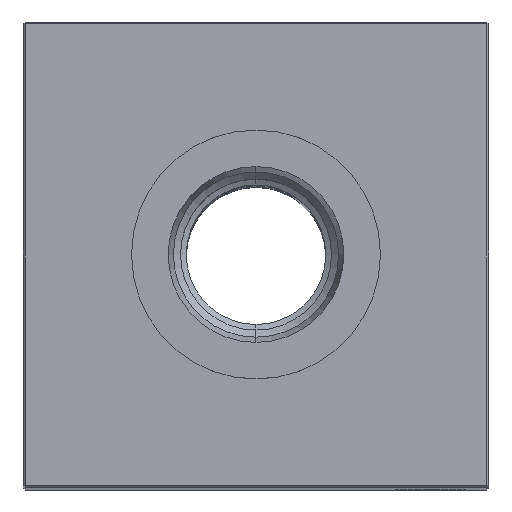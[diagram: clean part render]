
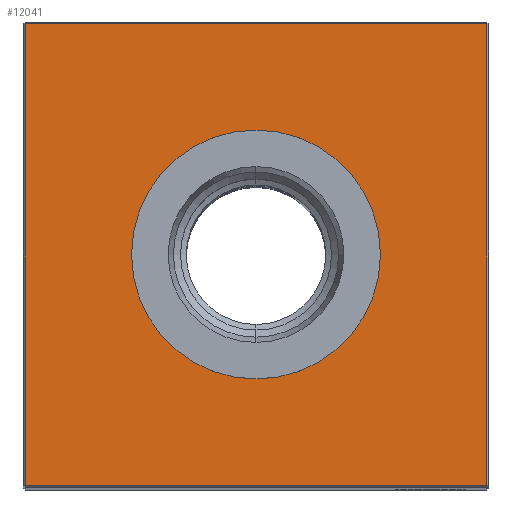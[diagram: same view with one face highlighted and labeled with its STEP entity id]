
A CAD part, top view. The second image highlights one B-rep face of the part: STEP entity #12041.
In plain terms, the highlighted planar face has unit normal (0, 0, 1).
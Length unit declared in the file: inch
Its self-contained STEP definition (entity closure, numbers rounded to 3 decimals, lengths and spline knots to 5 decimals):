
#639 = CARTESIAN_POINT ( 'NONE',  ( 1.24, 0., 9.25 ) ) ;
#783 = EDGE_CURVE ( 'NONE', #15168, #27288, #25931, .T. ) ;
#1064 = DIRECTION ( 'NONE',  ( 0., 0., -1. ) ) ;
#1657 = VECTOR ( 'NONE', #26046, 39.37008 ) ;
#2358 = ORIENTED_EDGE ( 'NONE', *, *, #16430, .T. ) ;
#2412 = CIRCLE ( 'NONE', #18618, 0.66929 ) ;
#2482 = DIRECTION ( 'NONE',  ( -1., 0., 0. ) ) ;
#3120 = DIRECTION ( 'NONE',  ( -1., 0., 0. ) ) ;
#3551 = EDGE_CURVE ( 'NONE', #27288, #15168, #2412, .T. ) ;
#3854 = FACE_BOUND ( 'NONE', #15862, .T. ) ;
#4673 = LINE ( 'NONE', #22053, #27830 ) ;
#4971 = EDGE_CURVE ( 'NONE', #20421, #20311, #19549, .T. ) ;
#5461 = VERTEX_POINT ( 'NONE', #20815 ) ;
#5704 = DIRECTION ( 'NONE',  ( -1., 0., 0. ) ) ;
#7912 = EDGE_CURVE ( 'NONE', #5461, #24326, #4673, .T. ) ;
#8845 = EDGE_LOOP ( 'NONE', ( #2358, #14497, #19168, #13746 ) ) ;
#9457 = CARTESIAN_POINT ( 'NONE',  ( -1.24, 1.24, 9.25 ) ) ;
#9940 = FACE_OUTER_BOUND ( 'NONE', #8845, .T. ) ;
#10785 = CARTESIAN_POINT ( 'NONE',  ( -1.24, 0., 9.25 ) ) ;
#10879 = CARTESIAN_POINT ( 'NONE',  ( 0., -0.66929, 9.25 ) ) ;
#10945 = DIRECTION ( 'NONE',  ( 0., 0., -1. ) ) ;
#11313 = AXIS2_PLACEMENT_3D ( 'NONE', #20945, #1064, #5704 ) ;
#11338 = LINE ( 'NONE', #639, #24588 ) ;
#12041 = ADVANCED_FACE ( 'NONE', ( #9940, #3854 ), #14160, .F. ) ;
#12896 = LINE ( 'NONE', #10785, #14651 ) ;
#13320 = DIRECTION ( 'NONE',  ( 0., 1., 0. ) ) ;
#13746 = ORIENTED_EDGE ( 'NONE', *, *, #7912, .T. ) ;
#13773 = AXIS2_PLACEMENT_3D ( 'NONE', #26189, #10945, #2482 ) ;
#14160 = PLANE ( 'NONE',  #11313 ) ;
#14370 = DIRECTION ( 'NONE',  ( -1., 0., 0. ) ) ;
#14463 = CARTESIAN_POINT ( 'NONE',  ( 1.24, -1.24, 9.25 ) ) ;
#14497 = ORIENTED_EDGE ( 'NONE', *, *, #4971, .T. ) ;
#14651 = VECTOR ( 'NONE', #23919, 39.37008 ) ;
#15168 = VERTEX_POINT ( 'NONE', #10879 ) ;
#15862 = EDGE_LOOP ( 'NONE', ( #16487, #26801 ) ) ;
#16430 = EDGE_CURVE ( 'NONE', #24326, #20421, #12896, .T. ) ;
#16457 = EDGE_CURVE ( 'NONE', #20311, #5461, #11338, .T. ) ;
#16487 = ORIENTED_EDGE ( 'NONE', *, *, #3551, .T. ) ;
#17422 = CARTESIAN_POINT ( 'NONE',  ( 0., -1.24, 9.25 ) ) ;
#18425 = CARTESIAN_POINT ( 'NONE',  ( -1.24, -1.24, 9.25 ) ) ;
#18618 = AXIS2_PLACEMENT_3D ( 'NONE', #18882, #25524, #14370 ) ;
#18882 = CARTESIAN_POINT ( 'NONE',  ( 0., 0., 9.25 ) ) ;
#19168 = ORIENTED_EDGE ( 'NONE', *, *, #16457, .T. ) ;
#19549 = LINE ( 'NONE', #17422, #1657 ) ;
#20311 = VERTEX_POINT ( 'NONE', #14463 ) ;
#20421 = VERTEX_POINT ( 'NONE', #18425 ) ;
#20473 = CARTESIAN_POINT ( 'NONE',  ( 0., 0.66929, 9.25 ) ) ;
#20815 = CARTESIAN_POINT ( 'NONE',  ( 1.24, 1.24, 9.25 ) ) ;
#20945 = CARTESIAN_POINT ( 'NONE',  ( 0., 0., 9.25 ) ) ;
#22053 = CARTESIAN_POINT ( 'NONE',  ( 0., 1.24, 9.25 ) ) ;
#23919 = DIRECTION ( 'NONE',  ( 0., -1., 0. ) ) ;
#24326 = VERTEX_POINT ( 'NONE', #9457 ) ;
#24588 = VECTOR ( 'NONE', #13320, 39.37008 ) ;
#25524 = DIRECTION ( 'NONE',  ( 0., 0., -1. ) ) ;
#25931 = CIRCLE ( 'NONE', #13773, 0.66929 ) ;
#26046 = DIRECTION ( 'NONE',  ( 1., 0., 0. ) ) ;
#26189 = CARTESIAN_POINT ( 'NONE',  ( 0., 0., 9.25 ) ) ;
#26801 = ORIENTED_EDGE ( 'NONE', *, *, #783, .T. ) ;
#27288 = VERTEX_POINT ( 'NONE', #20473 ) ;
#27830 = VECTOR ( 'NONE', #3120, 39.37008 ) ;
